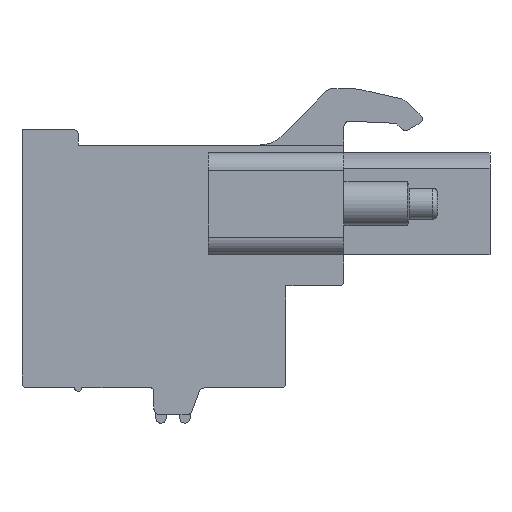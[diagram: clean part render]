
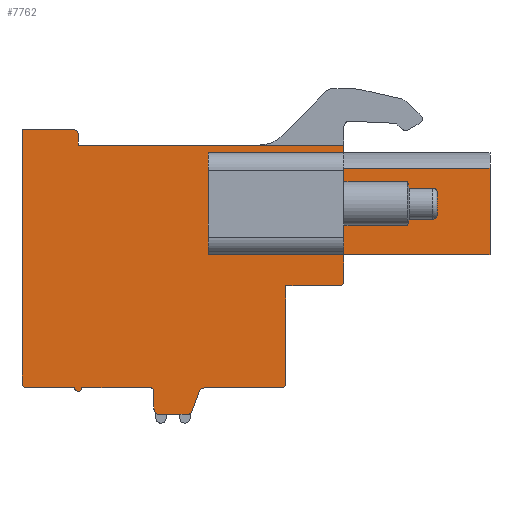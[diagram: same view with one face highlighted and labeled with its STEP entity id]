
A CAD part, left-side view. The second image highlights one B-rep face of the part: STEP entity #7762.
In plain terms, the highlighted planar face has unit normal (-1, 0, 0).
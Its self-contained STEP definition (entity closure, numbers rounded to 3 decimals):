
#1=DIRECTION('',(0.,-1.,0.));
#2=VECTOR('',#1,6.1);
#3=CARTESIAN_POINT('',(0.,2.04,0.73));
#4=LINE('',#3,#2);
#5=DIRECTION('',(0.,0.,1.));
#6=VECTOR('',#5,5.8);
#7=CARTESIAN_POINT('',(0.,-4.06,0.73));
#8=LINE('',#7,#6);
#9=DIRECTION('',(0.,1.,0.));
#10=VECTOR('',#9,6.1);
#11=CARTESIAN_POINT('',(0.,-4.06,6.53));
#12=LINE('',#11,#10);
#13=CARTESIAN_POINT('',(0.,-2.06,-6.54));
#14=DIRECTION('',(1.,0.,0.));
#15=DIRECTION('',(0.,-1.,0.));
#16=AXIS2_PLACEMENT_3D('',#13,#14,#15);
#18=DIRECTION('',(0.,1.,0.));
#19=VECTOR('',#18,4.34);
#20=CARTESIAN_POINT('',(0.,-2.06,-6.84));
#21=LINE('',#20,#19);
#22=CARTESIAN_POINT('',(0.,2.28,-7.14));
#23=DIRECTION('',(-1.,0.,0.));
#24=DIRECTION('',(0.,0.,1.));
#25=AXIS2_PLACEMENT_3D('',#22,#23,#24);
#27=DIRECTION('',(0.,0.345,-0.939));
#28=VECTOR('',#27,1.179);
#29=CARTESIAN_POINT('',(0.,2.562,-7.037));
#30=LINE('',#29,#28);
#31=CARTESIAN_POINT('',(0.,3.25,-8.04));
#32=DIRECTION('',(1.,0.,0.));
#33=DIRECTION('',(0.,-0.939,-0.345));
#34=AXIS2_PLACEMENT_3D('',#31,#32,#33);
#36=DIRECTION('',(0.,1.,0.));
#37=VECTOR('',#36,1.59);
#38=CARTESIAN_POINT('',(0.,3.25,-8.34));
#39=LINE('',#38,#37);
#40=CARTESIAN_POINT('',(0.,4.84,-8.04));
#41=DIRECTION('',(1.,0.,0.));
#42=DIRECTION('',(0.,0.,-1.));
#43=AXIS2_PLACEMENT_3D('',#40,#41,#42);
#45=DIRECTION('',(0.,0.,1.));
#46=VECTOR('',#45,1.);
#47=CARTESIAN_POINT('',(0.,5.14,-8.04));
#48=LINE('',#47,#46);
#49=CARTESIAN_POINT('',(0.,5.34,-7.04));
#50=DIRECTION('',(-1.,0.,0.));
#51=DIRECTION('',(0.,-1.,0.));
#52=AXIS2_PLACEMENT_3D('',#49,#50,#51);
#54=DIRECTION('',(0.,1.,0.));
#55=VECTOR('',#54,3.9);
#56=CARTESIAN_POINT('',(0.,5.34,-6.84));
#57=LINE('',#56,#55);
#58=CARTESIAN_POINT('',(0.,9.44,-6.84));
#59=DIRECTION('',(1.,0.,0.));
#60=DIRECTION('',(0.,-1.,0.));
#61=AXIS2_PLACEMENT_3D('',#58,#59,#60);
#63=DIRECTION('',(0.,1.,0.));
#64=VECTOR('',#63,2.7);
#65=CARTESIAN_POINT('',(0.,9.64,-6.84));
#66=LINE('',#65,#64);
#67=CARTESIAN_POINT('',(0.,12.34,-6.54));
#68=DIRECTION('',(1.,0.,0.));
#69=DIRECTION('',(0.,0.,-1.));
#70=AXIS2_PLACEMENT_3D('',#67,#68,#69);
#72=DIRECTION('',(0.,0.,1.));
#73=VECTOR('',#72,0.5);
#74=CARTESIAN_POINT('',(0.,12.64,-6.54));
#75=LINE('',#74,#73);
#76=DIRECTION('',(0.,0.,1.));
#77=VECTOR('',#76,13.9);
#78=CARTESIAN_POINT('',(0.,12.64,-6.04));
#79=LINE('',#78,#77);
#80=DIRECTION('',(0.,-1.,0.));
#81=VECTOR('',#80,2.9);
#82=CARTESIAN_POINT('',(0.,12.64,7.86));
#83=LINE('',#82,#81);
#84=CARTESIAN_POINT('',(0.,9.74,7.56));
#85=DIRECTION('',(1.,0.,0.));
#86=DIRECTION('',(0.,0.,1.));
#87=AXIS2_PLACEMENT_3D('',#84,#85,#86);
#89=DIRECTION('',(0.,0.,-1.));
#90=VECTOR('',#89,0.6);
#91=CARTESIAN_POINT('',(0.,9.44,7.56));
#92=LINE('',#91,#90);
#93=DIRECTION('',(0.,-1.,0.));
#94=VECTOR('',#93,15.1);
#95=CARTESIAN_POINT('',(0.,9.44,6.96));
#96=LINE('',#95,#94);
#97=DIRECTION('',(0.,0.,-1.));
#98=VECTOR('',#97,1.325);
#99=CARTESIAN_POINT('',(0.,-5.66,6.96));
#100=LINE('',#99,#98);
#101=DIRECTION('',(0.,1.,0.));
#102=VECTOR('',#101,8.3);
#103=CARTESIAN_POINT('',(0.,-13.96,5.635));
#104=LINE('',#103,#102);
#105=DIRECTION('',(0.,1.,0.));
#106=VECTOR('',#105,8.3);
#107=CARTESIAN_POINT('',(0.,-13.96,0.73));
#108=LINE('',#107,#106);
#109=DIRECTION('',(0.,0.,-1.));
#110=VECTOR('',#109,1.47);
#111=CARTESIAN_POINT('',(0.,-5.66,0.73));
#112=LINE('',#111,#110);
#113=CARTESIAN_POINT('',(0.,-5.36,-0.74));
#114=DIRECTION('',(-1.,0.,0.));
#115=DIRECTION('',(0.,0.,-1.));
#116=AXIS2_PLACEMENT_3D('',#113,#114,#115);
#304=DIRECTION('',(0.,0.,1.));
#305=VECTOR('',#304,5.8);
#306=CARTESIAN_POINT('',(0.,2.04,0.73));
#307=LINE('',#306,#305);
#641=DIRECTION('',(0.,-1.,0.));
#642=VECTOR('',#641,3.);
#643=CARTESIAN_POINT('',(0.,-2.36,-1.04));
#644=LINE('',#643,#642);
#1153=DIRECTION('',(0.,0.,1.));
#1154=VECTOR('',#1153,4.905);
#1155=CARTESIAN_POINT('',(0.,-13.96,0.73));
#1156=LINE('',#1155,#1154);
#1985=DIRECTION('',(0.,0.,1.));
#1986=VECTOR('',#1985,5.5);
#1987=CARTESIAN_POINT('',(0.,-2.36,-6.54));
#1988=LINE('',#1987,#1986);
#5871=CARTESIAN_POINT('',(0.,12.34,-6.84));
#5872=CARTESIAN_POINT('',(0.,12.64,-6.54));
#5873=VERTEX_POINT('',#5871);
#5874=VERTEX_POINT('',#5872);
#5875=CARTESIAN_POINT('',(0.,12.64,-6.04));
#5876=VERTEX_POINT('',#5875);
#5877=CARTESIAN_POINT('',(0.,12.64,7.86));
#5878=VERTEX_POINT('',#5877);
#5879=CARTESIAN_POINT('',(0.,9.74,7.86));
#5880=VERTEX_POINT('',#5879);
#5881=CARTESIAN_POINT('',(0.,9.44,7.56));
#5882=VERTEX_POINT('',#5881);
#5883=CARTESIAN_POINT('',(0.,9.44,6.96));
#5884=VERTEX_POINT('',#5883);
#5885=CARTESIAN_POINT('',(0.,-5.66,6.96));
#5886=VERTEX_POINT('',#5885);
#5887=CARTESIAN_POINT('',(0.,-2.36,-6.54));
#5888=CARTESIAN_POINT('',(0.,-2.06,-6.84));
#5889=VERTEX_POINT('',#5887);
#5890=VERTEX_POINT('',#5888);
#5891=CARTESIAN_POINT('',(0.,2.28,-6.84));
#5892=VERTEX_POINT('',#5891);
#5893=CARTESIAN_POINT('',(0.,2.562,-7.037));
#5894=VERTEX_POINT('',#5893);
#5895=CARTESIAN_POINT('',(0.,2.968,-8.143));
#5896=VERTEX_POINT('',#5895);
#5897=CARTESIAN_POINT('',(0.,3.25,-8.34));
#5898=VERTEX_POINT('',#5897);
#5899=CARTESIAN_POINT('',(0.,4.84,-8.34));
#5900=VERTEX_POINT('',#5899);
#5901=CARTESIAN_POINT('',(0.,5.14,-8.04));
#5902=VERTEX_POINT('',#5901);
#5903=CARTESIAN_POINT('',(0.,5.14,-7.04));
#5904=VERTEX_POINT('',#5903);
#5905=CARTESIAN_POINT('',(0.,5.34,-6.84));
#5906=VERTEX_POINT('',#5905);
#5907=CARTESIAN_POINT('',(0.,9.24,-6.84));
#5908=VERTEX_POINT('',#5907);
#5909=CARTESIAN_POINT('',(0.,9.64,-6.84));
#5910=VERTEX_POINT('',#5909);
#5975=CARTESIAN_POINT('',(0.,-13.96,0.73));
#5976=VERTEX_POINT('',#5975);
#5977=CARTESIAN_POINT('',(0.,-5.66,0.73));
#5978=VERTEX_POINT('',#5977);
#6207=CARTESIAN_POINT('',(0.,-13.96,5.635));
#6209=VERTEX_POINT('',#6207);
#7379=CARTESIAN_POINT('',(0.,2.04,0.73));
#7380=CARTESIAN_POINT('',(0.,2.04,6.53));
#7381=VERTEX_POINT('',#7379);
#7382=VERTEX_POINT('',#7380);
#7387=CARTESIAN_POINT('',(0.,-4.06,0.73));
#7389=VERTEX_POINT('',#7387);
#7391=CARTESIAN_POINT('',(0.,-4.06,6.53));
#7393=VERTEX_POINT('',#7391);
#7395=CARTESIAN_POINT('',(0.,-5.66,5.635));
#7396=VERTEX_POINT('',#7395);
#7543=CARTESIAN_POINT('',(0.,-5.36,-1.04));
#7544=CARTESIAN_POINT('',(0.,-5.66,-0.74));
#7545=VERTEX_POINT('',#7543);
#7546=VERTEX_POINT('',#7544);
#7547=CARTESIAN_POINT('',(0.,-2.36,-1.04));
#7548=VERTEX_POINT('',#7547);
#7691=CARTESIAN_POINT('',(0.,0.,0.));
#7692=DIRECTION('',(1.,0.,0.));
#7693=DIRECTION('',(0.,-1.,0.));
#7694=AXIS2_PLACEMENT_3D('',#7691,#7692,#7693);
#7695=PLANE('',#7694);
#7697=ORIENTED_EDGE('',*,*,#7696,.F.);
#7699=ORIENTED_EDGE('',*,*,#7698,.F.);
#7701=ORIENTED_EDGE('',*,*,#7700,.T.);
#7703=ORIENTED_EDGE('',*,*,#7702,.T.);
#7705=ORIENTED_EDGE('',*,*,#7704,.T.);
#7707=ORIENTED_EDGE('',*,*,#7706,.T.);
#7709=ORIENTED_EDGE('',*,*,#7708,.T.);
#7711=ORIENTED_EDGE('',*,*,#7710,.T.);
#7713=ORIENTED_EDGE('',*,*,#7712,.T.);
#7715=ORIENTED_EDGE('',*,*,#7714,.T.);
#7717=ORIENTED_EDGE('',*,*,#7716,.T.);
#7719=ORIENTED_EDGE('',*,*,#7718,.T.);
#7721=ORIENTED_EDGE('',*,*,#7720,.T.);
#7723=ORIENTED_EDGE('',*,*,#7722,.T.);
#7725=ORIENTED_EDGE('',*,*,#7724,.T.);
#7727=ORIENTED_EDGE('',*,*,#7726,.T.);
#7729=ORIENTED_EDGE('',*,*,#7728,.T.);
#7731=ORIENTED_EDGE('',*,*,#7730,.T.);
#7733=ORIENTED_EDGE('',*,*,#7732,.T.);
#7735=ORIENTED_EDGE('',*,*,#7734,.T.);
#7737=ORIENTED_EDGE('',*,*,#7736,.T.);
#7739=ORIENTED_EDGE('',*,*,#7738,.T.);
#7741=ORIENTED_EDGE('',*,*,#7740,.F.);
#7743=ORIENTED_EDGE('',*,*,#7742,.F.);
#7745=ORIENTED_EDGE('',*,*,#7744,.T.);
#7747=ORIENTED_EDGE('',*,*,#7746,.T.);
#7749=ORIENTED_EDGE('',*,*,#7748,.F.);
#7750=EDGE_LOOP('',(#7697,#7699,#7701,#7703,#7705,#7707,#7709,#7711,#7713,#7715,
#7717,#7719,#7721,#7723,#7725,#7727,#7729,#7731,#7733,#7735,#7737,#7739,#7741,
#7743,#7745,#7747,#7749));
#7751=FACE_OUTER_BOUND('',#7750,.F.);
#7753=ORIENTED_EDGE('',*,*,#7752,.T.);
#7755=ORIENTED_EDGE('',*,*,#7754,.T.);
#7757=ORIENTED_EDGE('',*,*,#7756,.T.);
#7759=ORIENTED_EDGE('',*,*,#7758,.F.);
#7760=EDGE_LOOP('',(#7753,#7755,#7757,#7759));
#7761=FACE_BOUND('',#7760,.F.);
#7762=ADVANCED_FACE('',(#7751,#7761),#7695,.F.);
#17=CIRCLE('',#16,0.3);
#26=CIRCLE('',#25,0.3);
#35=CIRCLE('',#34,0.3);
#44=CIRCLE('',#43,0.3);
#53=CIRCLE('',#52,0.2);
#62=CIRCLE('',#61,0.2);
#71=CIRCLE('',#70,0.3);
#88=CIRCLE('',#87,0.3);
#117=CIRCLE('',#116,0.3);
#7696=EDGE_CURVE('',#7548,#7545,#644,.T.);
#7698=EDGE_CURVE('',#5889,#7548,#1988,.T.);
#7700=EDGE_CURVE('',#5889,#5890,#17,.T.);
#7702=EDGE_CURVE('',#5890,#5892,#21,.T.);
#7704=EDGE_CURVE('',#5892,#5894,#26,.T.);
#7706=EDGE_CURVE('',#5894,#5896,#30,.T.);
#7708=EDGE_CURVE('',#5896,#5898,#35,.T.);
#7710=EDGE_CURVE('',#5898,#5900,#39,.T.);
#7712=EDGE_CURVE('',#5900,#5902,#44,.T.);
#7714=EDGE_CURVE('',#5902,#5904,#48,.T.);
#7716=EDGE_CURVE('',#5904,#5906,#53,.T.);
#7718=EDGE_CURVE('',#5906,#5908,#57,.T.);
#7720=EDGE_CURVE('',#5908,#5910,#62,.T.);
#7722=EDGE_CURVE('',#5910,#5873,#66,.T.);
#7724=EDGE_CURVE('',#5873,#5874,#71,.T.);
#7726=EDGE_CURVE('',#5874,#5876,#75,.T.);
#7728=EDGE_CURVE('',#5876,#5878,#79,.T.);
#7730=EDGE_CURVE('',#5878,#5880,#83,.T.);
#7732=EDGE_CURVE('',#5880,#5882,#88,.T.);
#7734=EDGE_CURVE('',#5882,#5884,#92,.T.);
#7736=EDGE_CURVE('',#5884,#5886,#96,.T.);
#7738=EDGE_CURVE('',#5886,#7396,#100,.T.);
#7740=EDGE_CURVE('',#6209,#7396,#104,.T.);
#7742=EDGE_CURVE('',#5976,#6209,#1156,.T.);
#7744=EDGE_CURVE('',#5976,#5978,#108,.T.);
#7746=EDGE_CURVE('',#5978,#7546,#112,.T.);
#7748=EDGE_CURVE('',#7545,#7546,#117,.T.);
#7752=EDGE_CURVE('',#7381,#7389,#4,.T.);
#7754=EDGE_CURVE('',#7389,#7393,#8,.T.);
#7756=EDGE_CURVE('',#7393,#7382,#12,.T.);
#7758=EDGE_CURVE('',#7381,#7382,#307,.T.);
